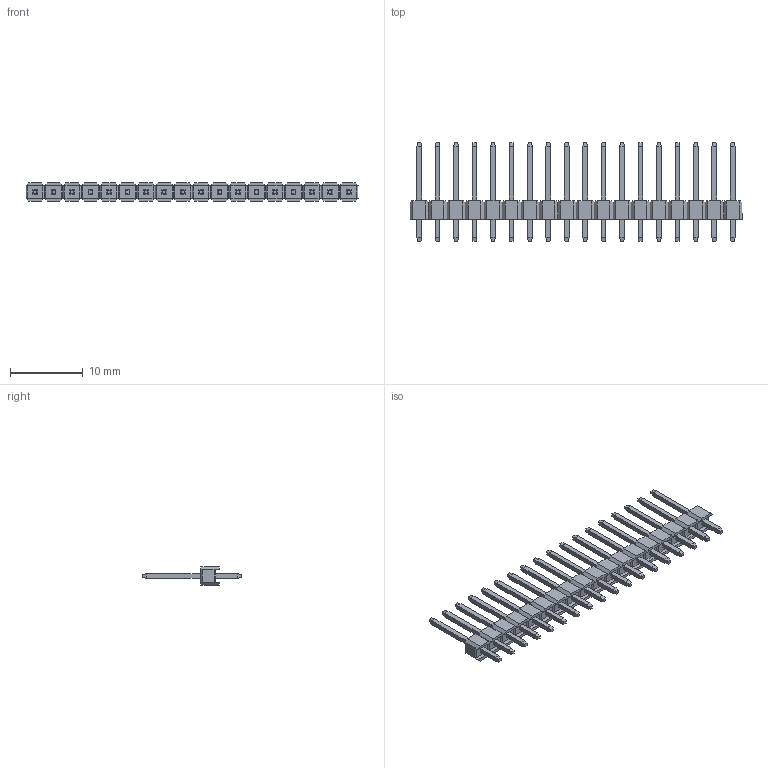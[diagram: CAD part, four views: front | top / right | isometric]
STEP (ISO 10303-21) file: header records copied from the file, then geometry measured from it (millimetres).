
FILE_DESCRIPTION (( 'STEP AP214' ), '1' );
FILE_NAME ('1x18 Male Pin Header.STEP', '2021-11-12T15:32:53', ( 'M.B.I.' ), ( '' ), 'SwSTEP 2.0', '', '' );
FILE_SCHEMA (( 'AUTOMOTIVE_DESIGN' ));
Length unit declared in the file: millimetre
Products named in the file (1): 1x18 Male Pin Header
Bounding box: 45.73 x 13.54 x 2.5 mm (x, y, z)
Volume: 313.9 mm3; surface area: 1246.5 mm2
Topology: 19 solids, 19 shells, 692 faces, 1778 edges, 1124 vertices
Faces by surface type: plane 692
Entity records: 20578 total; most frequent: CARTESIAN_POINT 3595, ORIENTED_EDGE 3556, DIRECTION 3164, VECTOR 1778, EDGE_CURVE 1778, LINE 1778, VERTEX_POINT 1124, EDGE_LOOP 728
